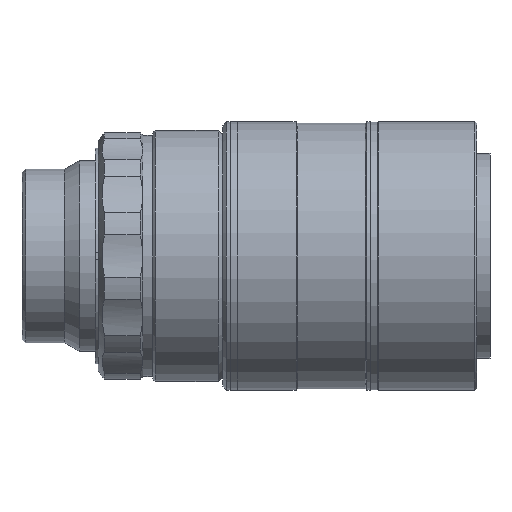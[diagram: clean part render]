
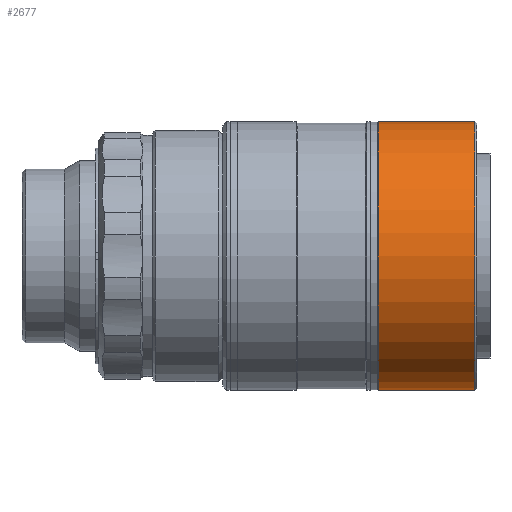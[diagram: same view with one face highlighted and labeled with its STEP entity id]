
A CAD part, front view. The second image highlights one B-rep face of the part: STEP entity #2677.
In plain terms, the highlighted cylindrical face has radius 38 mm (diameter 76 mm), a partial arc.
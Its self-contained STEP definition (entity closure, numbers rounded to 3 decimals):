
#36 = ORIENTED_EDGE ( 'NONE', *, *, #2818, .T. ) ;
#108 = CARTESIAN_POINT ( 'NONE',  ( 0., 0., 0. ) ) ;
#171 = VERTEX_POINT ( 'NONE', #271 ) ;
#206 = ORIENTED_EDGE ( 'NONE', *, *, #1855, .T. ) ;
#271 = CARTESIAN_POINT ( 'NONE',  ( -40.76, 0., 38. ) ) ;
#397 = LINE ( 'NONE', #3256, #3230 ) ;
#1030 = EDGE_LOOP ( 'NONE', ( #2753, #36, #2073, #206 ) ) ;
#1034 = VERTEX_POINT ( 'NONE', #1234 ) ;
#1069 = EDGE_CURVE ( 'NONE', #1034, #2736, #397, .T. ) ;
#1213 = AXIS2_PLACEMENT_3D ( 'NONE', #1793, #2435, #2414 ) ;
#1234 = CARTESIAN_POINT ( 'NONE',  ( -40.76, 0., -38. ) ) ;
#1286 = AXIS2_PLACEMENT_3D ( 'NONE', #108, #2312, #1402 ) ;
#1402 = DIRECTION ( 'NONE',  ( 0., 0., -1. ) ) ;
#1648 = LINE ( 'NONE', #1708, #1680 ) ;
#1680 = VECTOR ( 'NONE', #3898, 1000. ) ;
#1708 = CARTESIAN_POINT ( 'NONE',  ( 0., 0., 38. ) ) ;
#1793 = CARTESIAN_POINT ( 'NONE',  ( -13.46, 0., 0. ) ) ;
#1855 = EDGE_CURVE ( 'NONE', #2736, #3961, #2856, .T. ) ;
#1970 = CARTESIAN_POINT ( 'NONE',  ( -13.46, 0., -38. ) ) ;
#2067 = CARTESIAN_POINT ( 'NONE',  ( -40.76, 0., 0. ) ) ;
#2073 = ORIENTED_EDGE ( 'NONE', *, *, #1069, .T. ) ;
#2206 = EDGE_CURVE ( 'NONE', #171, #3961, #1648, .T. ) ;
#2221 = FACE_OUTER_BOUND ( 'NONE', #1030, .T. ) ;
#2312 = DIRECTION ( 'NONE',  ( 1., 0., 0. ) ) ;
#2388 = CARTESIAN_POINT ( 'NONE',  ( -13.46, 0., 38. ) ) ;
#2414 = DIRECTION ( 'NONE',  ( 0., 0., -1. ) ) ;
#2435 = DIRECTION ( 'NONE',  ( -1., 0., 0. ) ) ;
#2482 = CIRCLE ( 'NONE', #4040, 38. ) ;
#2677 = ADVANCED_FACE ( 'NONE', ( #2221 ), #3455, .T. ) ;
#2736 = VERTEX_POINT ( 'NONE', #1970 ) ;
#2743 = DIRECTION ( 'NONE',  ( 0., 0., -1. ) ) ;
#2753 = ORIENTED_EDGE ( 'NONE', *, *, #2206, .F. ) ;
#2818 = EDGE_CURVE ( 'NONE', #171, #1034, #2482, .T. ) ;
#2856 = CIRCLE ( 'NONE', #1213, 38. ) ;
#2920 = DIRECTION ( 'NONE',  ( 1., 0., 0. ) ) ;
#3230 = VECTOR ( 'NONE', #2920, 1000. ) ;
#3256 = CARTESIAN_POINT ( 'NONE',  ( 0., 0., -38. ) ) ;
#3455 = CYLINDRICAL_SURFACE ( 'NONE', #1286, 38. ) ;
#3898 = DIRECTION ( 'NONE',  ( 1., 0., 0. ) ) ;
#3948 = DIRECTION ( 'NONE',  ( 1., 0., 0. ) ) ;
#3961 = VERTEX_POINT ( 'NONE', #2388 ) ;
#4040 = AXIS2_PLACEMENT_3D ( 'NONE', #2067, #3948, #2743 ) ;
